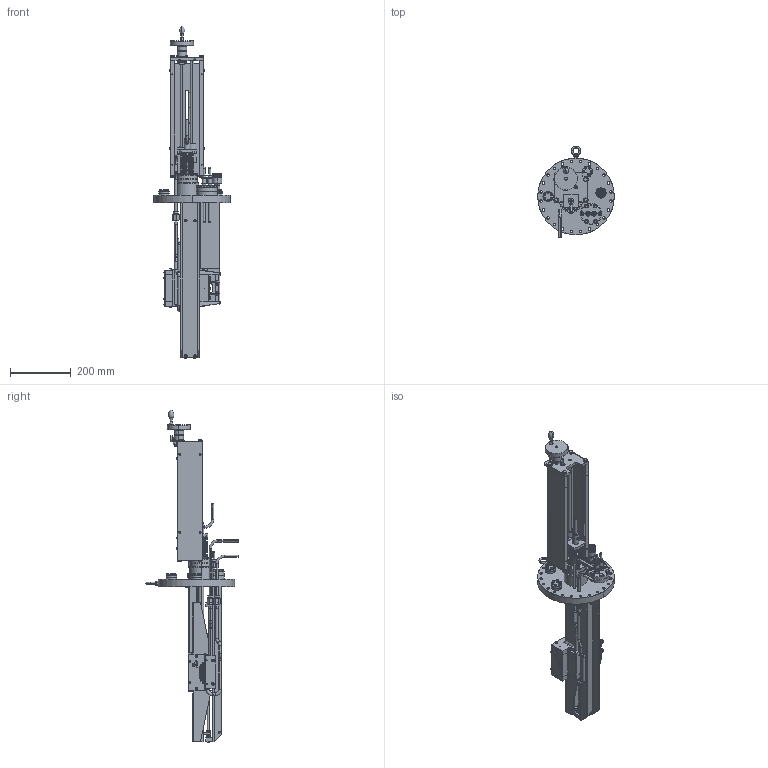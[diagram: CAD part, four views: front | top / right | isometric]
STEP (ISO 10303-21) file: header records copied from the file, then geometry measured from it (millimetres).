
FILE_DESCRIPTION (( 'STEP AP214' ), '1' );
FILE_NAME ('HCL_5_POCKET_7cc_MANUAL_ACTUATED_10.0_O.D._SOURCE_FLANGE_OUTLINE_DRAWING.STEP', '2019-12-13T20:17:36', ( 'admin' ), ( 'Microsoft' ), 'SwSTEP 2.0', 'SolidWorks 2016', '' );
FILE_SCHEMA (( 'AUTOMOTIVE_DESIGN' ));
Length unit declared in the file: inch
Products named in the file (1): HCL_5_POCKET_7cc_MANUAL_ACTUATED_10.0_O.D._SOURCE_FLANGE_OUTLINE_DRAWING
Bounding box: 253.24 x 303.61 x 1095.31 mm (x, y, z)
Surface area: 1185230.8 mm2 (no closed solid volume)
Topology: 0 solids, 438 shells, 2232 faces, 8824 edges, 6823 vertices
Faces by surface type: plane 896, cylinder 735, cone 447, torus 69, sphere 56, bspline 29
Entity records: 135666 total; most frequent: CARTESIAN_POINT 33826, DIRECTION 15608, ORIENTED_EDGE 12288, EDGE_CURVE 8754, VERTEX_POINT 6803, AXIS2_PLACEMENT_3D 5654, VECTOR 4300, LINE 4300
